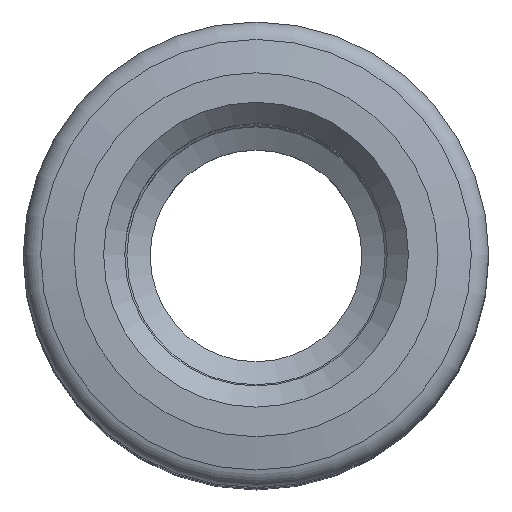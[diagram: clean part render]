
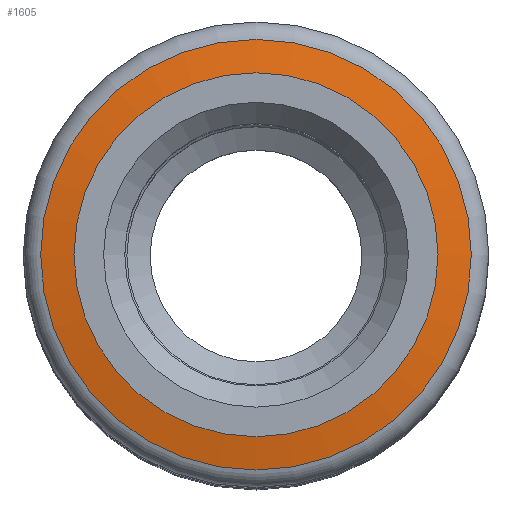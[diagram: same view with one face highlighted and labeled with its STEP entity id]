
A CAD part, top view. The second image highlights one B-rep face of the part: STEP entity #1605.
In plain terms, the highlighted conical face has half-angle 80 degrees and reference radius 5.087 mm.
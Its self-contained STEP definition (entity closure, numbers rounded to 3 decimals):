
#638=CONICAL_SURFACE('',#1490,5.087,80.);
#671=ORIENTED_EDGE('',*,*,#864,.T.);
#672=ORIENTED_EDGE('',*,*,#863,.F.);
#763=CIRCLE('',#1489,4.3);
#764=CIRCLE('',#1491,5.087);
#813=VERTEX_POINT('',#1341);
#814=VERTEX_POINT('',#1344);
#863=EDGE_CURVE('',#813,#813,#763,.T.);
#864=EDGE_CURVE('',#814,#814,#764,.T.);
#921=EDGE_LOOP('',(#671));
#922=EDGE_LOOP('',(#672));
#1021=FACE_BOUND('',#921,.T.);
#1022=FACE_BOUND('',#922,.T.);
#1137=DIRECTION('',(0.,1.,0.));
#1138=DIRECTION('',(4.3,0.,0.));
#1139=DIRECTION('',(0.,-1.,0.));
#1140=DIRECTION('',(1.,0.,0.));
#1141=DIRECTION('',(0.,1.,0.));
#1142=DIRECTION('',(5.087,0.,0.));
#1341=CARTESIAN_POINT('',(128.352,29.055,0.));
#1342=CARTESIAN_POINT('',(124.052,29.055,0.));
#1343=CARTESIAN_POINT('',(124.052,28.917,0.));
#1344=CARTESIAN_POINT('',(129.138,28.917,0.));
#1345=CARTESIAN_POINT('',(124.052,28.917,0.));
#1489=AXIS2_PLACEMENT_3D('',#1342,#1137,#1138);
#1490=AXIS2_PLACEMENT_3D('',#1343,#1139,#1140);
#1491=AXIS2_PLACEMENT_3D('',#1345,#1141,#1142);
#1605=ADVANCED_FACE('',(#1021,#1022),#638,.T.);
